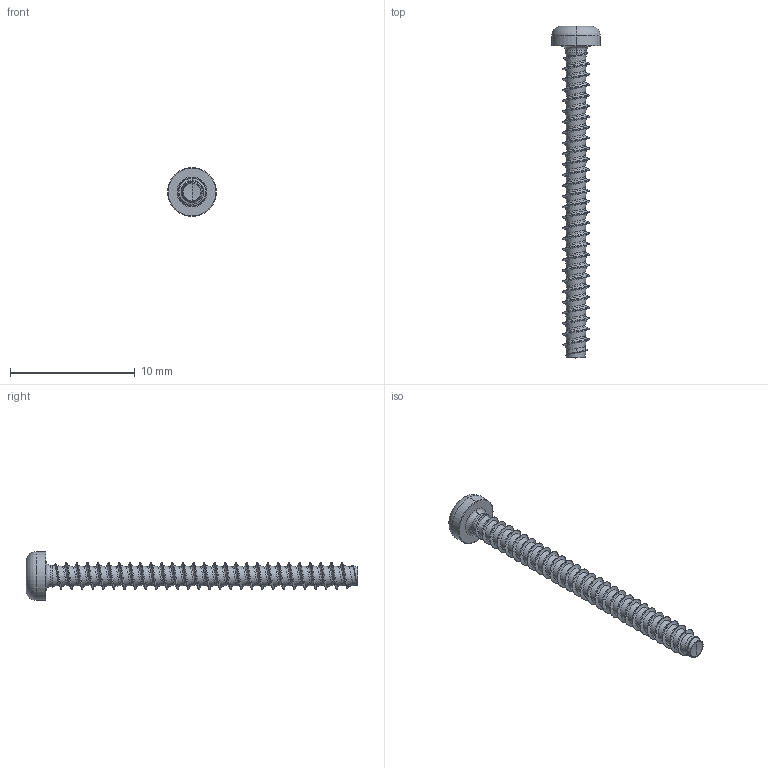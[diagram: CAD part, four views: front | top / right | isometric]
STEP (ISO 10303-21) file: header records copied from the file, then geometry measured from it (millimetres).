
FILE_DESCRIPTION (( 'STEP AP203' ), '1' );
FILE_NAME ('STP390220250.STEP', '2017-08-15T19:17:31', ( '' ), ( '' ), 'SwSTEP 2.0', 'SolidWorks 2015', '' );
FILE_SCHEMA (( 'CONFIG_CONTROL_DESIGN' ));
Length unit declared in the file: millimetre
Products named in the file (1): STP390220250
Bounding box: 3.9 x 26.6 x 3.9 mm (x, y, z)
Volume: 69.4 mm3; surface area: 243.9 mm2
Topology: 1 solids, 1 shells, 141 faces, 369 edges, 230 vertices
Faces by surface type: cylinder 83, bspline 35, cone 11, torus 6, sphere 4, plane 2
Entity records: 34072 total; most frequent: CARTESIAN_POINT 31101, ORIENTED_EDGE 734, DIRECTION 438, EDGE_CURVE 367, VERTEX_POINT 230, AXIS2_PLACEMENT_3D 170, B_SPLINE_CURVE_WITH_KNOTS 149, EDGE_LOOP 143
